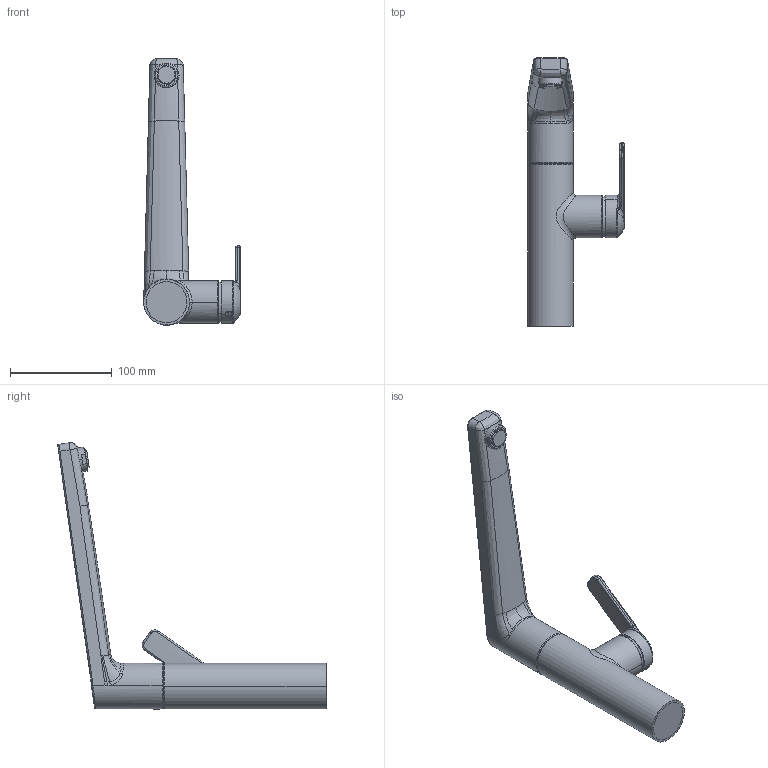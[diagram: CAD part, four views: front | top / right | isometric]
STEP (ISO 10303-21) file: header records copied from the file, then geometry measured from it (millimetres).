
FILE_DESCRIPTION((''),'2;1');
FILE_NAME('10661013','2020-01-06T11:30:01',('LF994'),(''),'CREO PARAMETRIC BY PTC INC, 2018500','CREO PARAMETRIC BY PTC INC, 2018500','');
FILE_SCHEMA(('CONFIG_CONTROL_DESIGN'));
Products named in the file (1): 10661013
Bounding box: 95.04 x 264 x 262.08 mm (x, y, z)
Volume: 238021.4 mm3; surface area: 137196.3 mm2
Topology: 3 solids, 3 shells, 4033 faces, 10477 edges, 6847 vertices
Faces by surface type: plane 2846, cone 576, bspline 266, cylinder 208, torus 125, sphere 10, revolution 2
Entity records: 158278 total; most frequent: CARTESIAN_POINT 71638, ORIENTED_EDGE 20942, DIRECTION 12906, EDGE_CURVE 10471, VERTEX_POINT 6847, B_SPLINE_CURVE_WITH_KNOTS 6046, AXIS2_PLACEMENT_3D 4712, EDGE_LOOP 4444
